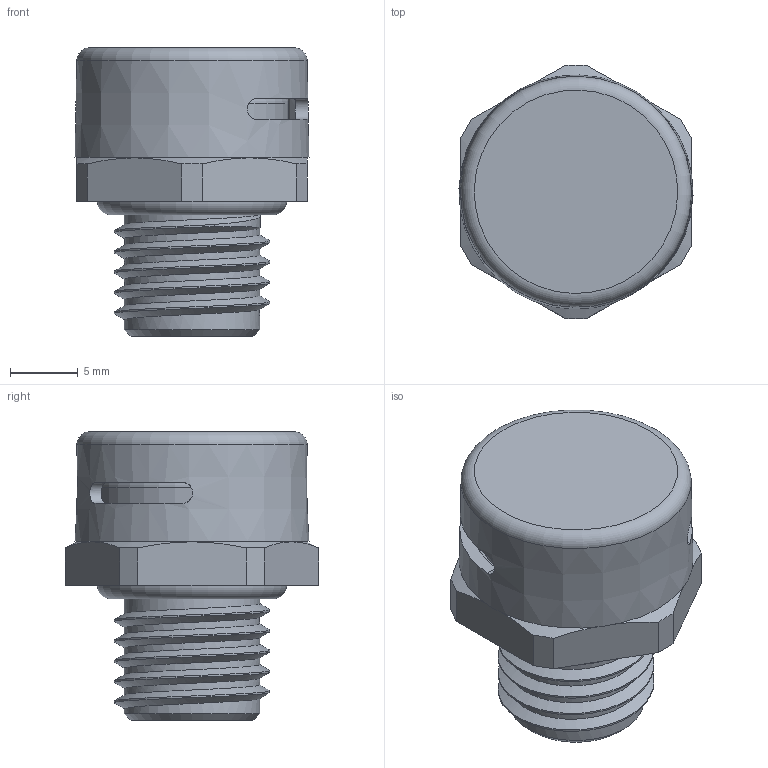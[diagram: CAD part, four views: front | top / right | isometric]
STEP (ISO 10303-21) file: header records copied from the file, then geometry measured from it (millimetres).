
FILE_DESCRIPTION(/* description */ ('','CAx-IF Rec.Pracs.---Representation and Presentation of Product Manufacturing Information (PMI)---3.8---2014-02-18'),/* implementation_level */ '2;1');
FILE_NAME(/* name */ '90001512-RST.stp',/* time_stamp */ '2023-11-14T10:49:19+01:00',/* author */ ('sl'),/* organization */ (''),/* preprocessor_version */ 'ST-DEVELOPER v16.5',/* originating_system */ 'Autodesk Inventor 2017',/* authorisation */ '');
FILE_SCHEMA (('AP242_MANAGED_MODEL_BASED_3D_ENGINEERING_MIM_LF { 1 0 10303 442 1 1 4 }'));
Length unit declared in the file: millimetre
Products named in the file (7): DAE-02-BG-0001-90001512; DAE-02-BT-0003-900000512; DAE-02-BT-0005-90000512; 900000512; DAE-02-BT-0007-900000512; 900000512_1; 900000512_2
Assembly tree (7 placements, depth 2):
  DAE-02-BG-0001-90001512
    DAE-02-BT-0003-900000512
    DAE-02-BT-0005-90000512
    900000512  x2
    DAE-02-BT-0007-900000512
    900000512_1
    900000512_2
Bounding box: 17.29 x 18.74 x 21.35 mm (x, y, z)
Volume: 2199.7 mm3; surface area: 4170.9 mm2
Topology: 7 solids, 7 shells, 84 faces, 187 edges, 120 vertices
Faces by surface type: plane 36, cylinder 30, torus 10, cone 6, bspline 2
Full cylindrical faces by diameter (mm): 3 x1, 7.85 x1, 7.95 x3, 8.1 x1, 10 x5, 10.45 x1, 12.85 x4, 13 x1, 14.25 x1, 15.3 x2
Entity records: 3300 total; most frequent: CARTESIAN_POINT 1559, DIRECTION 334, ORIENTED_EDGE 266, AXIS2_PLACEMENT_3D 148, EDGE_CURVE 133, EDGE_LOOP 121, VERTEX_POINT 104, FACE_OUTER_BOUND 75
